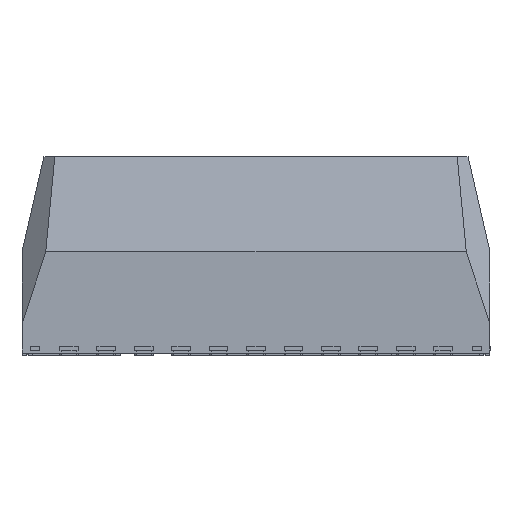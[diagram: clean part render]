
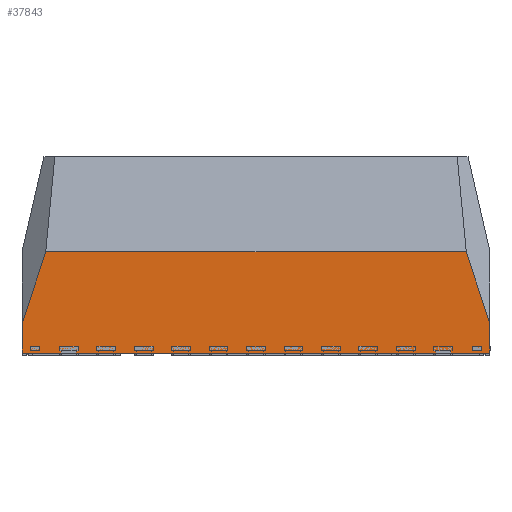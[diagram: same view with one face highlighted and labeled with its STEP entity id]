
A CAD part, left-side view. The second image highlights one B-rep face of the part: STEP entity #37843.
In plain terms, the highlighted planar face has unit normal (-1, 0, 0).
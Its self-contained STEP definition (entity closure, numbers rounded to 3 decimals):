
#37645=CARTESIAN_POINT('',(-5.,2.25,-2.05));
#37646=VERTEX_POINT('',#37645);
#37653=CARTESIAN_POINT('',(-5.,2.25,-1.437));
#37654=VERTEX_POINT('',#37653);
#37655=CARTESIAN_POINT('',(-5.,2.25,-1.437));
#37656=DIRECTION('',(0.0,0.0,-1.0));
#37657=VECTOR('',#37656,0.613);
#37658=LINE('',#37655,#37657);
#37659=EDGE_CURVE('',#37654,#37646,#37658,.T.);
#37717=CARTESIAN_POINT('',(-5.,-7.75,-1.437));
#37718=VERTEX_POINT('',#37717);
#37725=CARTESIAN_POINT('',(-5.,-7.75,-2.05));
#37726=VERTEX_POINT('',#37725);
#37727=CARTESIAN_POINT('',(-5.,-7.75,-2.05));
#37728=DIRECTION('',(0.0,0.0,1.0));
#37729=VECTOR('',#37728,0.613);
#37730=LINE('',#37727,#37729);
#37731=EDGE_CURVE('',#37726,#37718,#37730,.T.);
#37748=CARTESIAN_POINT('',(-5.,1.743,0.116));
#37749=VERTEX_POINT('',#37748);
#37750=CARTESIAN_POINT('',(-5.,2.25,-1.437));
#37751=DIRECTION('',(0.0,-0.31,0.951));
#37752=VECTOR('',#37751,1.634);
#37753=LINE('',#37750,#37752);
#37754=EDGE_CURVE('',#37654,#37749,#37753,.T.);
#37803=CARTESIAN_POINT('',(-5.,-7.243,0.116));
#37804=VERTEX_POINT('',#37803);
#37811=CARTESIAN_POINT('',(-5.,-7.243,0.116));
#37812=DIRECTION('',(0.0,-0.31,-0.951));
#37813=VECTOR('',#37812,1.634);
#37814=LINE('',#37811,#37813);
#37815=EDGE_CURVE('',#37804,#37718,#37814,.T.);
#37820=CARTESIAN_POINT('',(-5.,-9.75,2.15));
#37821=DIRECTION('',(1.0,0.0,0.0));
#37822=DIRECTION('',(0.0,0.0,-1.0));
#37823=AXIS2_PLACEMENT_3D('',#37820,#37821,#37822);
#37824=PLANE('',#37823);
#37825=ORIENTED_EDGE('',*,*,#37659,.T.);
#37826=CARTESIAN_POINT('',(-5.,-7.75,-2.05));
#37827=DIRECTION('',(0.0,1.0,0.0));
#37828=VECTOR('',#37827,10.);
#37829=LINE('',#37826,#37828);
#37830=EDGE_CURVE('',#37726,#37646,#37829,.T.);
#37831=ORIENTED_EDGE('',*,*,#37830,.F.);
#37832=ORIENTED_EDGE('',*,*,#37731,.T.);
#37833=ORIENTED_EDGE('',*,*,#37815,.F.);
#37834=CARTESIAN_POINT('',(-5.,1.743,0.116));
#37835=DIRECTION('',(0.0,-1.0,0.0));
#37836=VECTOR('',#37835,8.986);
#37837=LINE('',#37834,#37836);
#37838=EDGE_CURVE('',#37749,#37804,#37837,.T.);
#37839=ORIENTED_EDGE('',*,*,#37838,.F.);
#37840=ORIENTED_EDGE('',*,*,#37754,.F.);
#37841=EDGE_LOOP('',(#37825,#37831,#37832,#37833,#37839,#37840));
#37842=FACE_OUTER_BOUND('',#37841,.T.);
#37843=ADVANCED_FACE('',(#37842),#37824,.F.);
